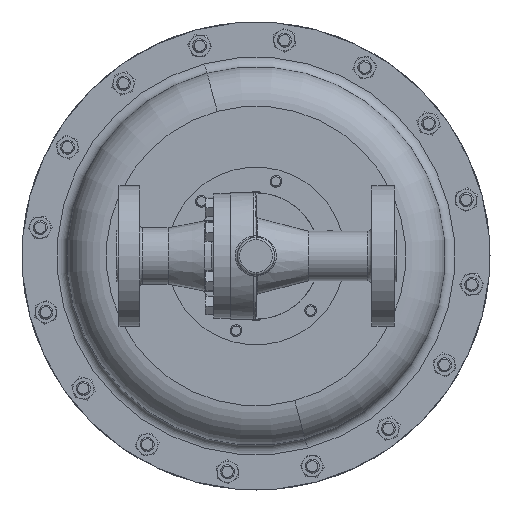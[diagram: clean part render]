
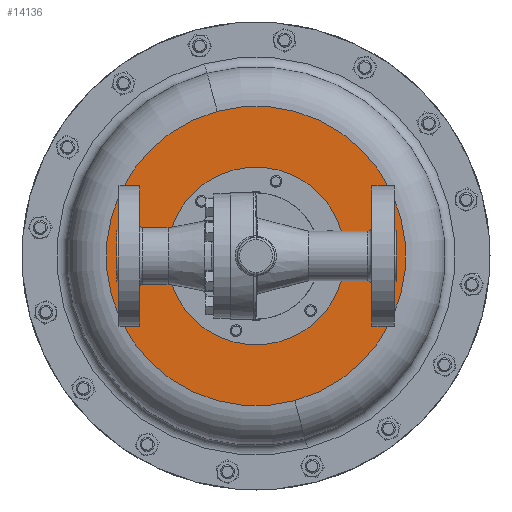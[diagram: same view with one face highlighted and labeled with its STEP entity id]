
A CAD part, front view. The second image highlights one B-rep face of the part: STEP entity #14136.
In plain terms, the highlighted planar face has unit normal (0, -1, 0).
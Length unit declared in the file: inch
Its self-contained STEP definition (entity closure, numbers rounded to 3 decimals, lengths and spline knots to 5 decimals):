
#701 = DIRECTION ( 'NONE',  ( 0.259, 0., -0.966 ) ) ;
#1462 = DIRECTION ( 'NONE',  ( 0., 1., 0. ) ) ;
#2932 = EDGE_LOOP ( 'NONE', ( #4123, #2956 ) ) ;
#2956 = ORIENTED_EDGE ( 'NONE', *, *, #13220, .F. ) ;
#3393 = AXIS2_PLACEMENT_3D ( 'NONE', #25607, #12469, #27776 ) ;
#4123 = ORIENTED_EDGE ( 'NONE', *, *, #17261, .F. ) ;
#4877 = CARTESIAN_POINT ( 'NONE',  ( -0.19942, 9.12924, 4.12548 ) ) ;
#5150 = CIRCLE ( 'NONE', #9637, 4. ) ;
#5271 = CARTESIAN_POINT ( 'NONE',  ( 1.47996, 9.12924, 5.80486 ) ) ;
#6364 = CARTESIAN_POINT ( 'NONE',  ( -4.06312, 9.12924, 3.09021 ) ) ;
#6634 = CARTESIAN_POINT ( 'NONE',  ( -1.2347, 9.12924, 7.98918 ) ) ;
#7094 = DIRECTION ( 'NONE',  ( -0.707, 0., -0.707 ) ) ;
#7185 = VERTEX_POINT ( 'NONE', #13702 ) ;
#7739 = CIRCLE ( 'NONE', #3393, 2.375 ) ;
#8684 = DIRECTION ( 'NONE',  ( -0.259, 0., 0.966 ) ) ;
#8716 = EDGE_CURVE ( 'NONE', #22970, #21030, #7739, .T. ) ;
#9637 = AXIS2_PLACEMENT_3D ( 'NONE', #27003, #13851, #701 ) ;
#10018 = CIRCLE ( 'NONE', #20060, 4. ) ;
#10503 = CARTESIAN_POINT ( 'NONE',  ( -1.8788, 9.12924, 2.4461 ) ) ;
#12469 = DIRECTION ( 'NONE',  ( 0., 1., 0. ) ) ;
#13220 = EDGE_CURVE ( 'NONE', #20491, #7185, #5150, .T. ) ;
#13702 = CARTESIAN_POINT ( 'NONE',  ( 0.83586, 9.12924, 0.26178 ) ) ;
#13851 = DIRECTION ( 'NONE',  ( 0., 1., 0. ) ) ;
#14136 = ADVANCED_FACE ( 'NONE', ( #16596, #21747 ), #26172, .T. ) ;
#14600 = CARTESIAN_POINT ( 'NONE',  ( -0.19942, 9.12924, 4.12548 ) ) ;
#14746 = EDGE_LOOP ( 'NONE', ( #18781, #25880 ) ) ;
#16083 = AXIS2_PLACEMENT_3D ( 'NONE', #4877, #20279, #7094 ) ;
#16596 = FACE_OUTER_BOUND ( 'NONE', #2932, .T. ) ;
#16783 = DIRECTION ( 'NONE',  ( 0.259, 0., -0.966 ) ) ;
#17261 = EDGE_CURVE ( 'NONE', #7185, #20491, #10018, .T. ) ;
#17837 = CIRCLE ( 'NONE', #16083, 2.375 ) ;
#18781 = ORIENTED_EDGE ( 'NONE', *, *, #22245, .T. ) ;
#20060 = AXIS2_PLACEMENT_3D ( 'NONE', #14600, #1462, #16783 ) ;
#20279 = DIRECTION ( 'NONE',  ( 0., 1., 0. ) ) ;
#20491 = VERTEX_POINT ( 'NONE', #6634 ) ;
#21030 = VERTEX_POINT ( 'NONE', #5271 ) ;
#21747 = FACE_BOUND ( 'NONE', #14746, .T. ) ;
#21825 = DIRECTION ( 'NONE',  ( 0., -1., 0. ) ) ;
#22245 = EDGE_CURVE ( 'NONE', #21030, #22970, #17837, .T. ) ;
#22970 = VERTEX_POINT ( 'NONE', #10503 ) ;
#24585 = AXIS2_PLACEMENT_3D ( 'NONE', #6364, #21825, #8684 ) ;
#25607 = CARTESIAN_POINT ( 'NONE',  ( -0.19942, 9.12924, 4.12548 ) ) ;
#25880 = ORIENTED_EDGE ( 'NONE', *, *, #8716, .T. ) ;
#26172 = PLANE ( 'NONE',  #24585 ) ;
#27003 = CARTESIAN_POINT ( 'NONE',  ( -0.19942, 9.12924, 4.12548 ) ) ;
#27776 = DIRECTION ( 'NONE',  ( -0.707, 0., -0.707 ) ) ;
